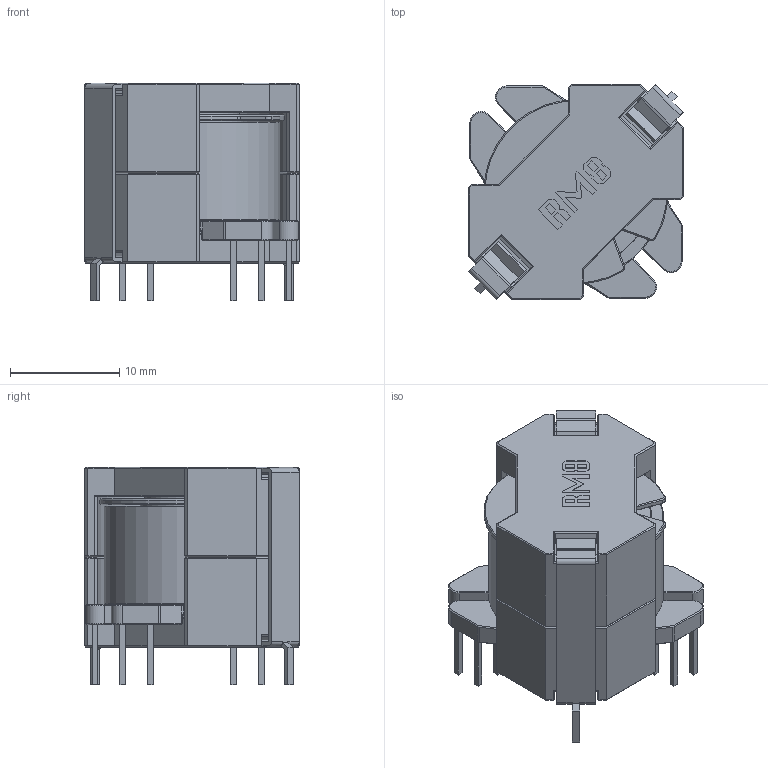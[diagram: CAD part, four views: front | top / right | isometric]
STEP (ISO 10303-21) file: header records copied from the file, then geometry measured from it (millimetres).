
FILE_DESCRIPTION(/* description */ ('model of RM-8_12pin'),/* implementation_level */ '2;1');
FILE_NAME(/* name */ 'RM-8_12pin.stp',/* time_stamp */ '2016-01-08T00:25:57',/* author */ ('Joan The Spark',''),/* organization */ (''),/* preprocessor_version */ '',/* originating_system */ '',/* authorisation */ '');
FILE_SCHEMA (('AUTOMOTIVE_DESIGN { 1 0 10303 214 3 1 1 }'));
Length unit declared in the file: millimetre
Products named in the file (1): RM-8_12pin
Bounding box: 19.7 x 19.7 x 19.98 mm (x, y, z)
Volume: 4372.3 mm3; surface area: 4026.5 mm2
Topology: 1 solids, 1 shells, 549 faces, 1313 edges, 791 vertices
Faces by surface type: plane 473, cylinder 28, cone 28, bspline 20
Full cylindrical faces by diameter (mm): 8.7 x2, 9.57 x2, 13.793 x1, 13.893 x1, 15.955 x1, 16.055 x1
Entity records: 16542 total; most frequent: CARTESIAN_POINT 3504, ORIENTED_EDGE 2604, DIRECTION 2416, EDGE_CURVE 1302, LINE 1176, VECTOR 1176, VERTEX_POINT 788, AXIS2_PLACEMENT_3D 620
